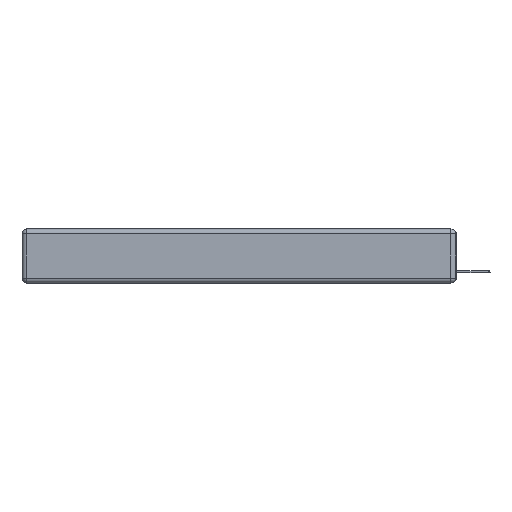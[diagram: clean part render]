
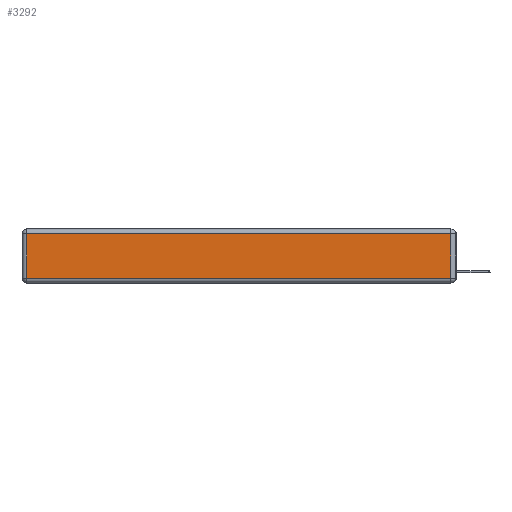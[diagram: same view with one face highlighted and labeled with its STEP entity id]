
A CAD part, left-side view. The second image highlights one B-rep face of the part: STEP entity #3292.
In plain terms, the highlighted planar face has unit normal (-1, 0, 0).
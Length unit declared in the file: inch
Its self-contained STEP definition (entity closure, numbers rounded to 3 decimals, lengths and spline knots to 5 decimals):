
#474 = DIRECTION ( 'NONE',  ( -1., 0., 0. ) ) ;
#1474 = EDGE_CURVE ( 'NONE', #14042, #2545, #12356, .T. ) ;
#1788 = DIRECTION ( 'NONE',  ( 0., 0., 1. ) ) ;
#2511 = EDGE_CURVE ( 'NONE', #14209, #14042, #4238, .T. ) ;
#2545 = VERTEX_POINT ( 'NONE', #4848 ) ;
#2645 = DIRECTION ( 'NONE',  ( 0., -1., 0. ) ) ;
#2885 = CARTESIAN_POINT ( 'NONE',  ( 0., 0.03, -0.03 ) ) ;
#3292 = ADVANCED_FACE ( 'NONE', ( #6995 ), #4632, .T. ) ;
#3403 = CARTESIAN_POINT ( 'NONE',  ( 0., 2.72, -0.313 ) ) ;
#3857 = VECTOR ( 'NONE', #16121, 39.37008 ) ;
#4238 = LINE ( 'NONE', #5076, #10887 ) ;
#4632 = PLANE ( 'NONE',  #7896 ) ;
#4725 = ORIENTED_EDGE ( 'NONE', *, *, #15862, .T. ) ;
#4848 = CARTESIAN_POINT ( 'NONE',  ( 0., 2.72, -0.03 ) ) ;
#5076 = CARTESIAN_POINT ( 'NONE',  ( 0., 0.03, -0.343 ) ) ;
#5307 = CARTESIAN_POINT ( 'NONE',  ( 0., 0., -0.313 ) ) ;
#5338 = ORIENTED_EDGE ( 'NONE', *, *, #2511, .T. ) ;
#5553 = LINE ( 'NONE', #5307, #7927 ) ;
#5631 = EDGE_CURVE ( 'NONE', #15454, #14209, #5553, .T. ) ;
#5911 = CARTESIAN_POINT ( 'NONE',  ( 0., 0., -0.343 ) ) ;
#6297 = EDGE_LOOP ( 'NONE', ( #10763, #5338, #14436, #4725 ) ) ;
#6644 = VECTOR ( 'NONE', #12290, 39.37008 ) ;
#6739 = CARTESIAN_POINT ( 'NONE',  ( 0., 2.75, -0.03 ) ) ;
#6995 = FACE_OUTER_BOUND ( 'NONE', #6297, .T. ) ;
#7896 = AXIS2_PLACEMENT_3D ( 'NONE', #5911, #474, #1788 ) ;
#7927 = VECTOR ( 'NONE', #2645, 39.37008 ) ;
#8019 = CARTESIAN_POINT ( 'NONE',  ( 0., 2.72, -0.343 ) ) ;
#8206 = CARTESIAN_POINT ( 'NONE',  ( 0., 0.03, -0.313 ) ) ;
#10763 = ORIENTED_EDGE ( 'NONE', *, *, #5631, .T. ) ;
#10887 = VECTOR ( 'NONE', #15369, 39.37008 ) ;
#10935 = LINE ( 'NONE', #8019, #6644 ) ;
#12290 = DIRECTION ( 'NONE',  ( 0., 0., -1. ) ) ;
#12356 = LINE ( 'NONE', #6739, #3857 ) ;
#14042 = VERTEX_POINT ( 'NONE', #2885 ) ;
#14209 = VERTEX_POINT ( 'NONE', #8206 ) ;
#14436 = ORIENTED_EDGE ( 'NONE', *, *, #1474, .T. ) ;
#15369 = DIRECTION ( 'NONE',  ( 0., 0., 1. ) ) ;
#15454 = VERTEX_POINT ( 'NONE', #3403 ) ;
#15862 = EDGE_CURVE ( 'NONE', #2545, #15454, #10935, .T. ) ;
#16121 = DIRECTION ( 'NONE',  ( 0., 1., 0. ) ) ;
